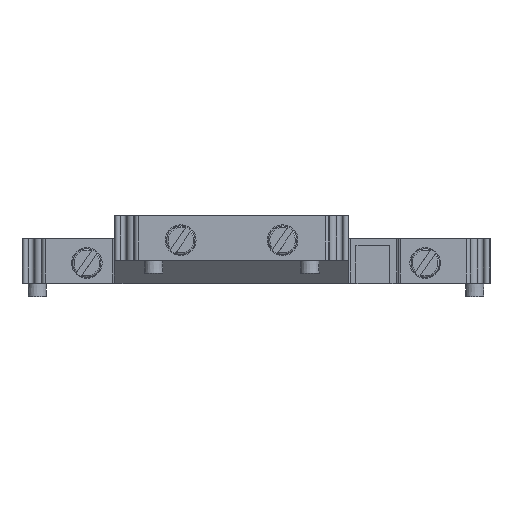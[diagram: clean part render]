
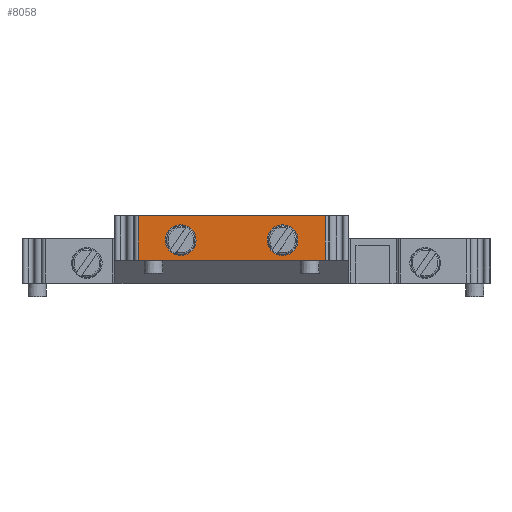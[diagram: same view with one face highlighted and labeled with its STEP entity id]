
A CAD part, top view. The second image highlights one B-rep face of the part: STEP entity #8058.
In plain terms, the highlighted planar face has unit normal (0, 0, 1).
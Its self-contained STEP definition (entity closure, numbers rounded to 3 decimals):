
#348=LINE('',#11316,#953);
#349=LINE('',#11326,#954);
#350=LINE('',#11328,#955);
#351=LINE('',#11330,#956);
#953=VECTOR('',#9459,1000.);
#954=VECTOR('',#9470,1000.);
#955=VECTOR('',#9471,1000.);
#956=VECTOR('',#9472,1000.);
#1809=ORIENTED_EDGE('',*,*,#3382,.F.);
#1810=ORIENTED_EDGE('',*,*,#3383,.F.);
#1811=ORIENTED_EDGE('',*,*,#3379,.F.);
#1812=ORIENTED_EDGE('',*,*,#3384,.F.);
#1813=ORIENTED_EDGE('',*,*,#3385,.T.);
#1814=ORIENTED_EDGE('',*,*,#3386,.F.);
#3379=EDGE_CURVE('',#4173,#4174,#348,.T.);
#3382=EDGE_CURVE('',#4175,#4175,#4586,.T.);
#3383=EDGE_CURVE('',#4176,#4176,#4587,.T.);
#3384=EDGE_CURVE('',#4177,#4173,#349,.T.);
#3385=EDGE_CURVE('',#4177,#4178,#350,.T.);
#3386=EDGE_CURVE('',#4174,#4178,#351,.T.);
#4173=VERTEX_POINT('',#11317);
#4174=VERTEX_POINT('',#11318);
#4175=VERTEX_POINT('',#11323);
#4176=VERTEX_POINT('',#11325);
#4177=VERTEX_POINT('',#11327);
#4178=VERTEX_POINT('',#11329);
#4586=CIRCLE('',#8514,2.05);
#4587=CIRCLE('',#8515,2.05);
#4793=EDGE_LOOP('',(#1809));
#4794=EDGE_LOOP('',(#1810));
#4795=EDGE_LOOP('',(#1811,#1812,#1813,#1814));
#5176=FACE_BOUND('',#4793,.T.);
#5177=FACE_BOUND('',#4794,.T.);
#5178=FACE_BOUND('',#4795,.T.);
#5507=PLANE('',#8513);
#8058=ADVANCED_FACE('',(#5176,#5177,#5178),#5507,.T.);
#8513=AXIS2_PLACEMENT_3D('',#11321,#9464,#9465);
#8514=AXIS2_PLACEMENT_3D('',#11322,#9466,#9467);
#8515=AXIS2_PLACEMENT_3D('',#11324,#9468,#9469);
#9459=DIRECTION('',(0.,-1.,0.));
#9464=DIRECTION('',(0.,0.,1.));
#9465=DIRECTION('',(1.,0.,0.));
#9466=DIRECTION('',(0.,0.,1.));
#9467=DIRECTION('',(1.,0.,0.));
#9468=DIRECTION('',(0.,0.,1.));
#9469=DIRECTION('',(1.,0.,0.));
#9470=DIRECTION('',(1.,0.,0.));
#9471=DIRECTION('',(0.,-1.,0.));
#9472=DIRECTION('',(-1.,0.,0.));
#11316=CARTESIAN_POINT('',(9.251,9.,32.7));
#11317=CARTESIAN_POINT('',(9.251,9.,32.7));
#11318=CARTESIAN_POINT('',(9.251,3.,32.7));
#11321=CARTESIAN_POINT('',(9.251,9.,32.7));
#11322=CARTESIAN_POINT('',(-10.05,5.7,32.7));
#11323=CARTESIAN_POINT('',(-8.,5.7,32.7));
#11324=CARTESIAN_POINT('',(3.55,5.7,32.7));
#11325=CARTESIAN_POINT('',(5.6,5.7,32.7));
#11326=CARTESIAN_POINT('',(9.251,9.,32.7));
#11327=CARTESIAN_POINT('',(-15.751,9.,32.7));
#11328=CARTESIAN_POINT('',(-15.751,9.,32.7));
#11329=CARTESIAN_POINT('',(-15.751,3.,32.7));
#11330=CARTESIAN_POINT('',(-59.659,3.,32.7));
